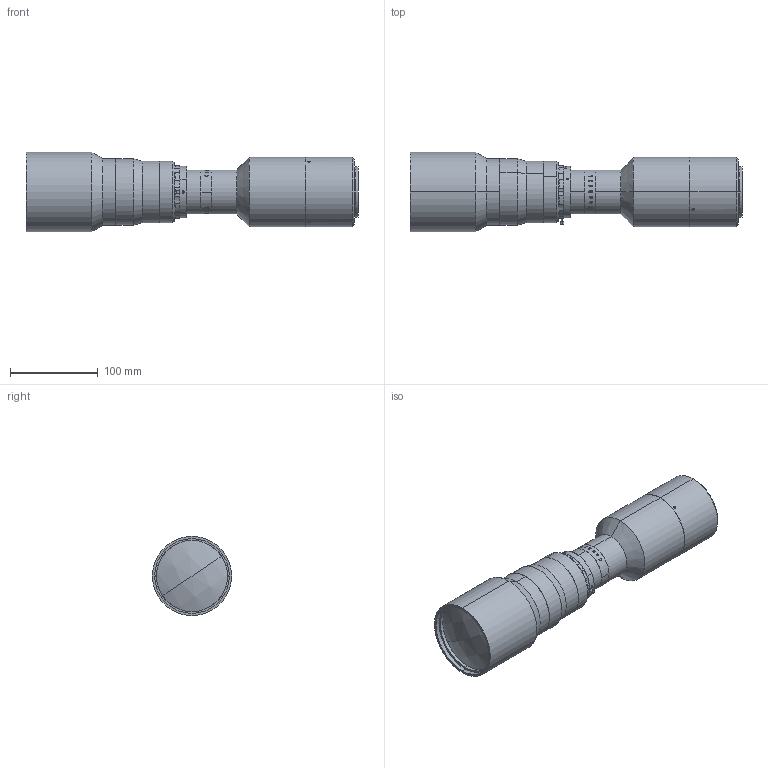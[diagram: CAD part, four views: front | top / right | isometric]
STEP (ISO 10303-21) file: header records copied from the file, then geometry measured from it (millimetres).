
FILE_DESCRIPTION (( 'STEP AP203' ), '1' );
FILE_NAME ('XF-PTL06544-M58-11.48-VI.STEP', '2019-05-27T08:08:03', ( 'canrill005' ), ( '' ), 'SwSTEP 2.0', 'SolidWorks 2014', '' );
FILE_SCHEMA (( 'CONFIG_CONTROL_DESIGN' ));
Length unit declared in the file: millimetre
Products named in the file (2): XF-PTL06544-M58-11.48-VI
Bounding box: 377.61 x 90 x 90 mm (x, y, z)
Surface area: 123745.1 mm2 (no closed solid volume)
Topology: 0 solids, 36 shells, 179 faces, 1072 edges, 923 vertices
Faces by surface type: cylinder 99, plane 40, cone 32, bspline 6, sphere 2
Entity records: 18280 total; most frequent: CARTESIAN_POINT 10564, DIRECTION 1414, ORIENTED_EDGE 1365, EDGE_CURVE 1072, VERTEX_POINT 923, AXIS2_PLACEMENT_3D 548, B_SPLINE_CURVE_WITH_KNOTS 381, CIRCLE 373
